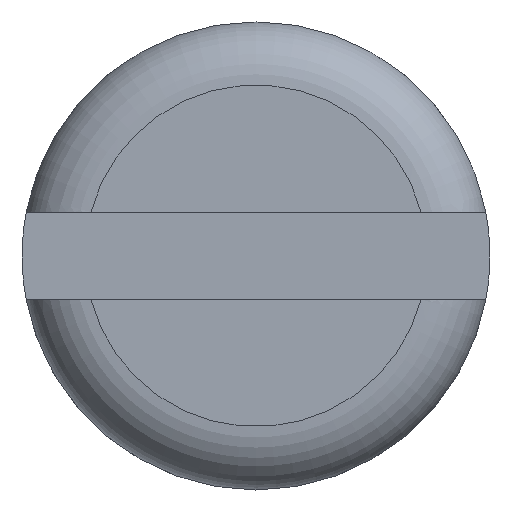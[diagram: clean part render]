
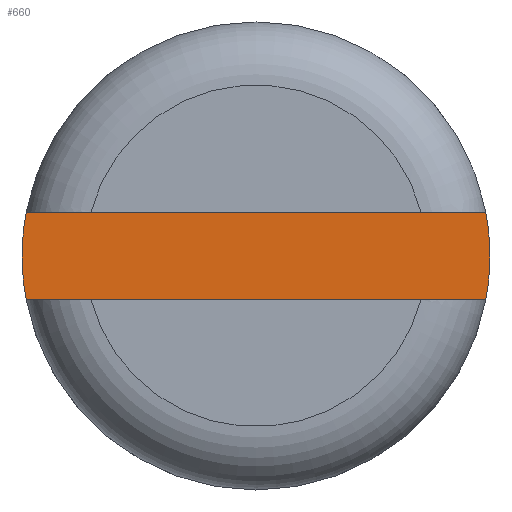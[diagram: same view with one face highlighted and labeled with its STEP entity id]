
A CAD part, top view. The second image highlights one B-rep face of the part: STEP entity #660.
In plain terms, the highlighted planar face has unit normal (0, 0, 1).
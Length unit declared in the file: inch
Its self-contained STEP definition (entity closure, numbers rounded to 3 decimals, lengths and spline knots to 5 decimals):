
#104 = AXIS2_PLACEMENT_3D ( 'NONE', #1126, #4352, #1578 ) ;
#175 = CARTESIAN_POINT ( 'NONE',  ( -0.0835, -0.01563, 0.25 ) ) ;
#247 = EDGE_CURVE ( 'NONE', #3869, #915, #4055, .T. ) ;
#283 = CIRCLE ( 'NONE', #3757, 0.0835 ) ;
#660 = ADVANCED_FACE ( 'NONE', ( #2326 ), #2907, .F. ) ;
#673 = DIRECTION ( 'NONE',  ( 0., 0., -1. ) ) ;
#727 = DIRECTION ( 'NONE',  ( 1., 0., 0. ) ) ;
#915 = VERTEX_POINT ( 'NONE', #3607 ) ;
#958 = AXIS2_PLACEMENT_3D ( 'NONE', #3824, #2488, #4787 ) ;
#1126 = CARTESIAN_POINT ( 'NONE',  ( 0., 0., 0.25 ) ) ;
#1149 = CARTESIAN_POINT ( 'NONE',  ( 0., 0., 0.25 ) ) ;
#1180 = CARTESIAN_POINT ( 'NONE',  ( -0.08203, -0.01563, 0.25 ) ) ;
#1271 = EDGE_CURVE ( 'NONE', #2194, #2631, #4497, .T. ) ;
#1578 = DIRECTION ( 'NONE',  ( -1., 0., 0. ) ) ;
#1807 = DIRECTION ( 'NONE',  ( -1., 0., 0. ) ) ;
#1823 = DIRECTION ( 'NONE',  ( 1., 0., 0. ) ) ;
#1917 = EDGE_CURVE ( 'NONE', #4135, #2933, #4292, .T. ) ;
#1934 = VECTOR ( 'NONE', #1823, 39.37008 ) ;
#2132 = CARTESIAN_POINT ( 'NONE',  ( -0.0835, 0.01563, 0.25 ) ) ;
#2194 = VERTEX_POINT ( 'NONE', #3096 ) ;
#2293 = DIRECTION ( 'NONE',  ( 0., 0., -1. ) ) ;
#2326 = FACE_OUTER_BOUND ( 'NONE', #4880, .T. ) ;
#2471 = CARTESIAN_POINT ( 'NONE',  ( 0.0835, 0., 0.25 ) ) ;
#2488 = DIRECTION ( 'NONE',  ( 0., 0., -1. ) ) ;
#2547 = ORIENTED_EDGE ( 'NONE', *, *, #1271, .F. ) ;
#2561 = ORIENTED_EDGE ( 'NONE', *, *, #4994, .F. ) ;
#2627 = EDGE_CURVE ( 'NONE', #4135, #3869, #2649, .T. ) ;
#2631 = VERTEX_POINT ( 'NONE', #2471 ) ;
#2649 = CIRCLE ( 'NONE', #958, 0.0835 ) ;
#2829 = ORIENTED_EDGE ( 'NONE', *, *, #1917, .T. ) ;
#2907 = PLANE ( 'NONE',  #4235 ) ;
#2933 = VERTEX_POINT ( 'NONE', #3993 ) ;
#3010 = CARTESIAN_POINT ( 'NONE',  ( -0.0835, -0.01563, 0.25 ) ) ;
#3054 = ORIENTED_EDGE ( 'NONE', *, *, #247, .F. ) ;
#3088 = AXIS2_PLACEMENT_3D ( 'NONE', #1149, #4378, #4852 ) ;
#3096 = CARTESIAN_POINT ( 'NONE',  ( 0.08203, 0.01563, 0.25 ) ) ;
#3607 = CARTESIAN_POINT ( 'NONE',  ( -0.08203, 0.01563, 0.25 ) ) ;
#3757 = AXIS2_PLACEMENT_3D ( 'NONE', #4218, #2293, #1807 ) ;
#3824 = CARTESIAN_POINT ( 'NONE',  ( 0., 0., 0.25 ) ) ;
#3869 = VERTEX_POINT ( 'NONE', #5306 ) ;
#3993 = CARTESIAN_POINT ( 'NONE',  ( 0.08203, -0.01563, 0.25 ) ) ;
#4055 = CIRCLE ( 'NONE', #104, 0.0835 ) ;
#4135 = VERTEX_POINT ( 'NONE', #1180 ) ;
#4218 = CARTESIAN_POINT ( 'NONE',  ( 0., 0., 0.25 ) ) ;
#4235 = AXIS2_PLACEMENT_3D ( 'NONE', #175, #673, #5728 ) ;
#4292 = LINE ( 'NONE', #3010, #4939 ) ;
#4314 = ORIENTED_EDGE ( 'NONE', *, *, #4438, .F. ) ;
#4352 = DIRECTION ( 'NONE',  ( 0., 0., -1. ) ) ;
#4378 = DIRECTION ( 'NONE',  ( 0., 0., -1. ) ) ;
#4438 = EDGE_CURVE ( 'NONE', #2631, #2933, #283, .T. ) ;
#4497 = CIRCLE ( 'NONE', #3088, 0.0835 ) ;
#4539 = LINE ( 'NONE', #2132, #1934 ) ;
#4787 = DIRECTION ( 'NONE',  ( -1., 0., 0. ) ) ;
#4852 = DIRECTION ( 'NONE',  ( -1., 0., 0. ) ) ;
#4880 = EDGE_LOOP ( 'NONE', ( #2561, #3054, #5187, #2829, #4314, #2547 ) ) ;
#4939 = VECTOR ( 'NONE', #727, 39.37008 ) ;
#4994 = EDGE_CURVE ( 'NONE', #915, #2194, #4539, .T. ) ;
#5187 = ORIENTED_EDGE ( 'NONE', *, *, #2627, .F. ) ;
#5306 = CARTESIAN_POINT ( 'NONE',  ( -0.0835, 0., 0.25 ) ) ;
#5728 = DIRECTION ( 'NONE',  ( -1., 0., 0. ) ) ;
